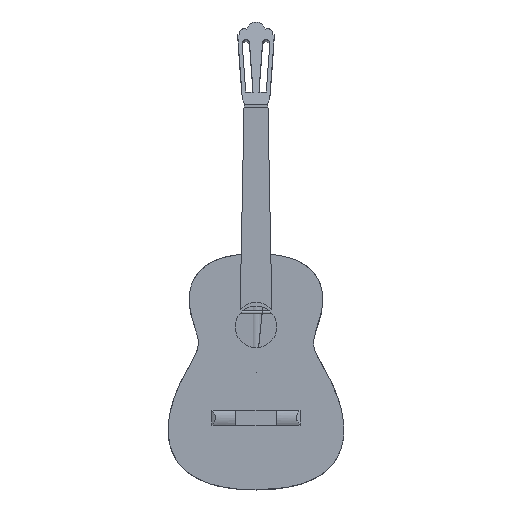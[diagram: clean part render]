
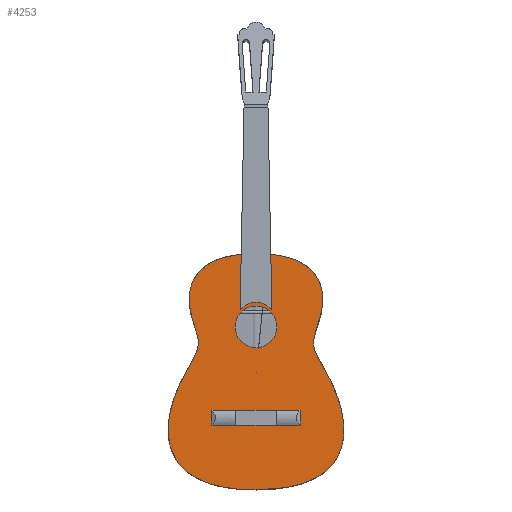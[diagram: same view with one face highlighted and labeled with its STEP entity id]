
A CAD part, top view. The second image highlights one B-rep face of the part: STEP entity #4253.
In plain terms, the highlighted planar face has unit normal (0, 0, 1).
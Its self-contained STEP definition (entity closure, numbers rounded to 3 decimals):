
#37=FACE_BOUND('',#976,.T.);
#46=(
BOUNDED_CURVE()
B_SPLINE_CURVE(5,(#9397,#9398,#9399,#9400,#9401,#9402,#9403,#9404),
 .UNSPECIFIED.,.F.,.F.)
B_SPLINE_CURVE_WITH_KNOTS((6,1,1,6),(-1.,-0.5,-0.376,0.),
 .UNSPECIFIED.)
CURVE()
GEOMETRIC_REPRESENTATION_ITEM()
RATIONAL_B_SPLINE_CURVE((1.,1.,1.,1.,1.,1.,1.,1.))
REPRESENTATION_ITEM('')
);
#48=(
BOUNDED_CURVE()
B_SPLINE_CURVE(5,(#9430,#9431,#9432,#9433,#9434,#9435,#9436,#9437),
 .UNSPECIFIED.,.F.,.F.)
B_SPLINE_CURVE_WITH_KNOTS((6,1,1,6),(0.,0.376,0.5,1.),
 .UNSPECIFIED.)
CURVE()
GEOMETRIC_REPRESENTATION_ITEM()
RATIONAL_B_SPLINE_CURVE((1.,1.,1.,1.,1.,1.,1.,1.))
REPRESENTATION_ITEM('')
);
#391=CIRCLE('',#4612,42.508);
#705=FACE_OUTER_BOUND('',#975,.T.);
#975=EDGE_LOOP('',(#3499,#3500));
#976=EDGE_LOOP('',(#3501));
#1947=VERTEX_POINT('',#9363);
#1951=VERTEX_POINT('',#9394);
#1952=VERTEX_POINT('',#9396);
#2482=EDGE_CURVE('',#1947,#1947,#391,.T.);
#2487=EDGE_CURVE('',#1952,#1951,#46,.T.);
#2490=EDGE_CURVE('',#1951,#1952,#48,.T.);
#3499=ORIENTED_EDGE('',*,*,#2490,.T.);
#3500=ORIENTED_EDGE('',*,*,#2487,.T.);
#3501=ORIENTED_EDGE('',*,*,#2482,.T.);
#4019=PLANE('',#4614);
#4253=ADVANCED_FACE('',(#705,#37),#4019,.T.);
#4612=AXIS2_PLACEMENT_3D('',#9364,#5315,#5316);
#4614=AXIS2_PLACEMENT_3D('',#9438,#5322,#5323);
#5315=DIRECTION('center_axis',(0.,0.,
-1.));
#5316=DIRECTION('ref_axis',(1.,0.,0.));
#5322=DIRECTION('center_axis',(0.,0.,
1.));
#5323=DIRECTION('ref_axis',(1.,0.,0.));
#9363=CARTESIAN_POINT('',(-42.509,92.714,-0.4));
#9364=CARTESIAN_POINT('Origin',(-0.001,92.714,-0.4));
#9394=CARTESIAN_POINT('',(0.,-240.632,-0.4));
#9396=CARTESIAN_POINT('',(0.,242.368,-0.4));
#9397=CARTESIAN_POINT('Ctrl Pts',(0.,242.368,
-0.4));
#9398=CARTESIAN_POINT('Ctrl Pts',(-141.471,242.368,-0.4));
#9399=CARTESIAN_POINT('Ctrl Pts',(-147.112,158.495,-0.4));
#9400=CARTESIAN_POINT('Ctrl Pts',(-135.82,79.664,-0.4));
#9401=CARTESIAN_POINT('Ctrl Pts',(-72.305,57.862,-0.4));
#9402=CARTESIAN_POINT('Ctrl Pts',(-175.571,-17.679,-0.4));
#9403=CARTESIAN_POINT('Ctrl Pts',(-253.961,-240.632,-0.4));
#9404=CARTESIAN_POINT('Ctrl Pts',(0.,-240.632,
-0.4));
#9430=CARTESIAN_POINT('Ctrl Pts',(0.,-240.632,
-0.4));
#9431=CARTESIAN_POINT('Ctrl Pts',(253.961,-240.632,-0.4));
#9432=CARTESIAN_POINT('Ctrl Pts',(175.571,-17.679,-0.4));
#9433=CARTESIAN_POINT('Ctrl Pts',(72.305,57.862,-0.4));
#9434=CARTESIAN_POINT('Ctrl Pts',(135.82,79.664,-0.4));
#9435=CARTESIAN_POINT('Ctrl Pts',(147.112,158.495,-0.4));
#9436=CARTESIAN_POINT('Ctrl Pts',(141.471,242.368,-0.4));
#9437=CARTESIAN_POINT('Ctrl Pts',(0.,242.368,
-0.4));
#9438=CARTESIAN_POINT('Origin',(0.,0.868,
-0.4));
